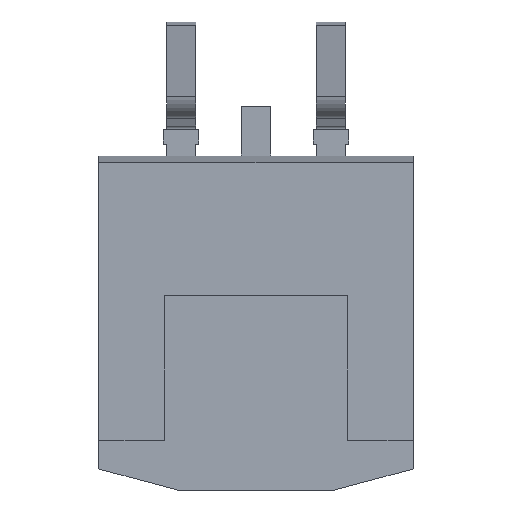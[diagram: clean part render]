
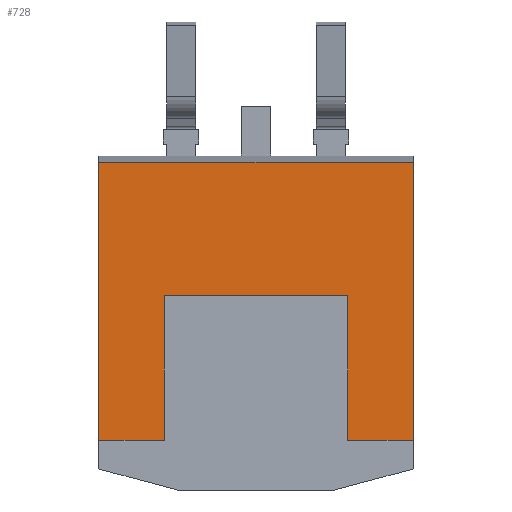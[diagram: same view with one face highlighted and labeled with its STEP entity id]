
A CAD part, front view. The second image highlights one B-rep face of the part: STEP entity #728.
In plain terms, the highlighted planar face has unit normal (0, -1, 0).
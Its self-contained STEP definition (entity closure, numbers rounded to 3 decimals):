
#25 = CARTESIAN_POINT ( 'NONE',  ( 6.22, 0., 0. ) ) ;
#60 = CARTESIAN_POINT ( 'NONE',  ( -2.225, 0., -4.92 ) ) ;
#106 = LINE ( 'NONE', #1865, #1183 ) ;
#165 = ORIENTED_EDGE ( 'NONE', *, *, #1741, .T. ) ;
#220 = LINE ( 'NONE', #2835, #1874 ) ;
#264 = EDGE_CURVE ( 'NONE', #2646, #2009, #220, .T. ) ;
#267 = FACE_OUTER_BOUND ( 'NONE', #1348, .T. ) ;
#353 = EDGE_CURVE ( 'NONE', #3471, #2264, #2492, .T. ) ;
#409 = VERTEX_POINT ( 'NONE', #732 ) ;
#425 = VECTOR ( 'NONE', #2618, 1000. ) ;
#430 = DIRECTION ( 'NONE',  ( 1., 0., 0. ) ) ;
#438 = DIRECTION ( 'NONE',  ( -1., 0., 0. ) ) ;
#528 = CARTESIAN_POINT ( 'NONE',  ( 8.445, 0., 4.498 ) ) ;
#572 = DIRECTION ( 'NONE',  ( 0., 0., 1. ) ) ;
#590 = CARTESIAN_POINT ( 'NONE',  ( 0., 0., 0. ) ) ;
#635 = VERTEX_POINT ( 'NONE', #528 ) ;
#711 = VECTOR ( 'NONE', #2779, 1000. ) ;
#712 = CARTESIAN_POINT ( 'NONE',  ( -2.225, 0., -4.92 ) ) ;
#728 = ADVANCED_FACE ( 'NONE', ( #267 ), #2461, .F. ) ;
#732 = CARTESIAN_POINT ( 'NONE',  ( 0., 0., -4.92 ) ) ;
#758 = ORIENTED_EDGE ( 'NONE', *, *, #3108, .T. ) ;
#763 = DIRECTION ( 'NONE',  ( 0., 0., -1. ) ) ;
#804 = ORIENTED_EDGE ( 'NONE', *, *, #1662, .T. ) ;
#863 = DIRECTION ( 'NONE',  ( 0., 1., 0. ) ) ;
#906 = VECTOR ( 'NONE', #3359, 1000. ) ;
#1020 = EDGE_CURVE ( 'NONE', #409, #2853, #1418, .T. ) ;
#1183 = VECTOR ( 'NONE', #1315, 1000. ) ;
#1204 = LINE ( 'NONE', #1273, #906 ) ;
#1224 = LINE ( 'NONE', #3292, #711 ) ;
#1273 = CARTESIAN_POINT ( 'NONE',  ( -2.225, 0., 4.498 ) ) ;
#1315 = DIRECTION ( 'NONE',  ( 0., 0., 1. ) ) ;
#1348 = EDGE_LOOP ( 'NONE', ( #3101, #758, #2780, #2339, #165, #3151, #804, #1354 ) ) ;
#1354 = ORIENTED_EDGE ( 'NONE', *, *, #353, .F. ) ;
#1418 = LINE ( 'NONE', #2049, #1920 ) ;
#1662 = EDGE_CURVE ( 'NONE', #2009, #2264, #3240, .T. ) ;
#1721 = CARTESIAN_POINT ( 'NONE',  ( 8.445, 0., -4.92 ) ) ;
#1741 = EDGE_CURVE ( 'NONE', #409, #2646, #2740, .T. ) ;
#1824 = VERTEX_POINT ( 'NONE', #2119 ) ;
#1865 = CARTESIAN_POINT ( 'NONE',  ( -2.225, 0., -4.92 ) ) ;
#1874 = VECTOR ( 'NONE', #430, 1000. ) ;
#1891 = CARTESIAN_POINT ( 'NONE',  ( 6.22, 0., -4.92 ) ) ;
#1920 = VECTOR ( 'NONE', #438, 1000. ) ;
#2009 = VERTEX_POINT ( 'NONE', #25 ) ;
#2049 = CARTESIAN_POINT ( 'NONE',  ( -2.225, 0., -4.92 ) ) ;
#2087 = CARTESIAN_POINT ( 'NONE',  ( 0., 0., -4.92 ) ) ;
#2119 = CARTESIAN_POINT ( 'NONE',  ( -2.225, 0., 4.498 ) ) ;
#2264 = VERTEX_POINT ( 'NONE', #1891 ) ;
#2277 = EDGE_CURVE ( 'NONE', #2853, #1824, #106, .T. ) ;
#2339 = ORIENTED_EDGE ( 'NONE', *, *, #1020, .F. ) ;
#2461 = PLANE ( 'NONE',  #2802 ) ;
#2492 = LINE ( 'NONE', #712, #3366 ) ;
#2495 = EDGE_CURVE ( 'NONE', #635, #3471, #1224, .T. ) ;
#2557 = CARTESIAN_POINT ( 'NONE',  ( 6.22, 0., 0. ) ) ;
#2618 = DIRECTION ( 'NONE',  ( 0., 0., 1. ) ) ;
#2646 = VERTEX_POINT ( 'NONE', #3450 ) ;
#2740 = LINE ( 'NONE', #2087, #425 ) ;
#2779 = DIRECTION ( 'NONE',  ( 0., 0., -1. ) ) ;
#2780 = ORIENTED_EDGE ( 'NONE', *, *, #2277, .F. ) ;
#2802 = AXIS2_PLACEMENT_3D ( 'NONE', #590, #863, #572 ) ;
#2835 = CARTESIAN_POINT ( 'NONE',  ( 0., 0., 0. ) ) ;
#2853 = VERTEX_POINT ( 'NONE', #60 ) ;
#3101 = ORIENTED_EDGE ( 'NONE', *, *, #2495, .F. ) ;
#3108 = EDGE_CURVE ( 'NONE', #635, #1824, #1204, .T. ) ;
#3151 = ORIENTED_EDGE ( 'NONE', *, *, #264, .T. ) ;
#3199 = VECTOR ( 'NONE', #763, 1000. ) ;
#3240 = LINE ( 'NONE', #2557, #3199 ) ;
#3292 = CARTESIAN_POINT ( 'NONE',  ( 8.445, 0., -4.92 ) ) ;
#3335 = DIRECTION ( 'NONE',  ( -1., 0., 0. ) ) ;
#3359 = DIRECTION ( 'NONE',  ( -1., 0., 0. ) ) ;
#3366 = VECTOR ( 'NONE', #3335, 1000. ) ;
#3450 = CARTESIAN_POINT ( 'NONE',  ( 0., 0., 0. ) ) ;
#3471 = VERTEX_POINT ( 'NONE', #1721 ) ;
